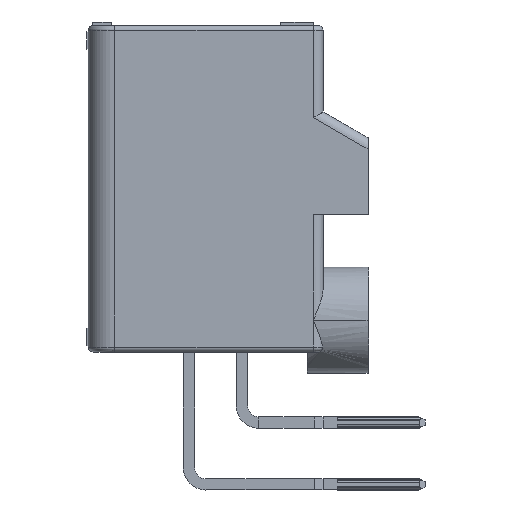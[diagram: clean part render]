
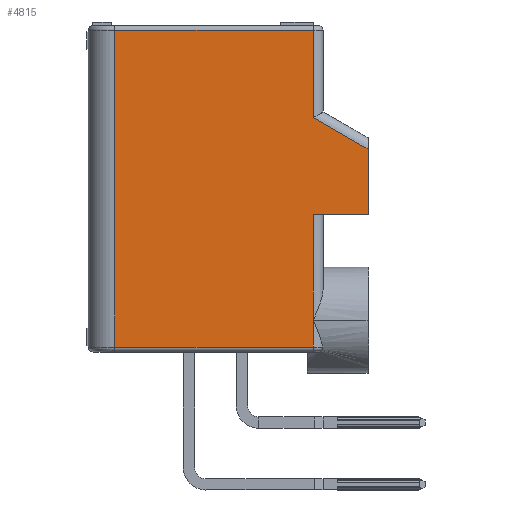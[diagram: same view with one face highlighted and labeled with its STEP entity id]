
A CAD part, left-side view. The second image highlights one B-rep face of the part: STEP entity #4815.
In plain terms, the highlighted planar face has unit normal (-1, 0, 0).
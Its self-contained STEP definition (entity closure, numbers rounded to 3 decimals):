
#55=CARTESIAN_POINT('',(-11.75,-6.1,-7.45));
#56=VERTEX_POINT('',#55);
#2325=CARTESIAN_POINT('',(-11.75,-6.1,-8.97));
#2326=VERTEX_POINT('',#2325);
#2367=CARTESIAN_POINT('',(-11.75,5.15,-8.97));
#2368=VERTEX_POINT('',#2367);
#2369=CARTESIAN_POINT('',(-11.75,-6.1,-8.97));
#2370=CARTESIAN_POINT('',(-11.75,-3.85,-8.97));
#2371=CARTESIAN_POINT('',(-11.75,-1.6,-8.97));
#2372=CARTESIAN_POINT('',(-11.75,0.65,-8.97));
#2373=CARTESIAN_POINT('',(-11.75,2.9,-8.97));
#2374=CARTESIAN_POINT('',(-11.75,5.15,-8.97));
#2375=B_SPLINE_CURVE_WITH_KNOTS('',5,(#2369,#2370,#2371,#2372,#2373,#2374),.UNSPECIFIED.,.F.,.U.,(6,6),(0.,11.25),.UNSPECIFIED.);
#2376=EDGE_CURVE('',#2326,#2368,#2375,.T.);
#4236=CARTESIAN_POINT('',(-11.75,-9.2,-1.45));
#4237=VERTEX_POINT('',#4236);
#4247=CARTESIAN_POINT('',(-11.75,-6.1,-1.45));
#4248=VERTEX_POINT('',#4247);
#4249=CARTESIAN_POINT('',(-11.75,-9.2,-1.45));
#4250=CARTESIAN_POINT('',(-11.75,-8.58,-1.45));
#4251=CARTESIAN_POINT('',(-11.75,-7.96,-1.45));
#4252=CARTESIAN_POINT('',(-11.75,-7.34,-1.45));
#4253=CARTESIAN_POINT('',(-11.75,-6.72,-1.45));
#4254=CARTESIAN_POINT('',(-11.75,-6.1,-1.45));
#4255=B_SPLINE_CURVE_WITH_KNOTS('',5,(#4249,#4250,#4251,#4252,#4253,#4254),.UNSPECIFIED.,.F.,.U.,(6,6),(0.,3.1),.UNSPECIFIED.);
#4256=EDGE_CURVE('',#4237,#4248,#4255,.T.);
#4318=CARTESIAN_POINT('',(-11.75,-6.1,-1.45));
#4319=CARTESIAN_POINT('',(-11.75,-6.1,-2.65));
#4320=CARTESIAN_POINT('',(-11.75,-6.1,-3.85));
#4321=CARTESIAN_POINT('',(-11.75,-6.1,-5.05));
#4322=CARTESIAN_POINT('',(-11.75,-6.1,-6.25));
#4323=CARTESIAN_POINT('',(-11.75,-6.1,-7.45));
#4324=B_SPLINE_CURVE_WITH_KNOTS('',5,(#4318,#4319,#4320,#4321,#4322,#4323),.UNSPECIFIED.,.F.,.U.,(6,6),(0.,6.),.UNSPECIFIED.);
#4325=EDGE_CURVE('',#4248,#56,#4324,.T.);
#4548=CARTESIAN_POINT('',(-11.75,-6.1,-7.45));
#4549=CARTESIAN_POINT('',(-11.75,-6.1,-7.754));
#4550=CARTESIAN_POINT('',(-11.75,-6.1,-8.058));
#4551=CARTESIAN_POINT('',(-11.75,-6.1,-8.362));
#4552=CARTESIAN_POINT('',(-11.75,-6.1,-8.666));
#4553=CARTESIAN_POINT('',(-11.75,-6.1,-8.97));
#4554=B_SPLINE_CURVE_WITH_KNOTS('',5,(#4548,#4549,#4550,#4551,#4552,#4553),.UNSPECIFIED.,.F.,.U.,(6,6),(0.,1.52),.UNSPECIFIED.);
#4555=EDGE_CURVE('',#56,#2326,#4554,.T.);
#4751=CARTESIAN_POINT('',(-11.75,-2.025,0.));
#4752=DIRECTION('',(0.,-1.,0.));
#4753=DIRECTION('',(-1.,0.,0.));
#4754=AXIS2_PLACEMENT_3D('',#4751,#4753,#4752);
#4755=PLANE('',#4754);
#4756=CARTESIAN_POINT('',(-11.75,-9.2,2.244));
#4757=VERTEX_POINT('',#4756);
#4758=CARTESIAN_POINT('',(-11.75,-6.1,4.032));
#4759=VERTEX_POINT('',#4758);
#4760=CARTESIAN_POINT('',(-11.75,-9.2,2.244));
#4761=CARTESIAN_POINT('',(-11.75,-8.58,2.602));
#4762=CARTESIAN_POINT('',(-11.75,-7.96,2.959));
#4763=CARTESIAN_POINT('',(-11.75,-7.34,3.317));
#4764=CARTESIAN_POINT('',(-11.75,-6.72,3.675));
#4765=CARTESIAN_POINT('',(-11.75,-6.1,4.032));
#4766=B_SPLINE_CURVE_WITH_KNOTS('',5,(#4760,#4761,#4762,#4763,#4764,#4765),.UNSPECIFIED.,.F.,.U.,(6,6),(0.,3.579),.UNSPECIFIED.);
#4767=EDGE_CURVE('',#4757,#4759,#4766,.T.);
#4768=ORIENTED_EDGE('',*,*,#4767,.T.);
#4769=CARTESIAN_POINT('',(-11.75,-6.1,8.97));
#4770=VERTEX_POINT('',#4769);
#4771=CARTESIAN_POINT('',(-11.75,-6.1,4.032));
#4772=CARTESIAN_POINT('',(-11.75,-6.1,5.02));
#4773=CARTESIAN_POINT('',(-11.75,-6.1,6.007));
#4774=CARTESIAN_POINT('',(-11.75,-6.1,6.995));
#4775=CARTESIAN_POINT('',(-11.75,-6.1,7.982));
#4776=CARTESIAN_POINT('',(-11.75,-6.1,8.97));
#4777=B_SPLINE_CURVE_WITH_KNOTS('',5,(#4771,#4772,#4773,#4774,#4775,#4776),.UNSPECIFIED.,.F.,.U.,(6,6),(0.,4.938),.UNSPECIFIED.);
#4778=EDGE_CURVE('',#4759,#4770,#4777,.T.);
#4779=ORIENTED_EDGE('',*,*,#4778,.T.);
#4780=CARTESIAN_POINT('',(-11.75,5.15,8.97));
#4781=VERTEX_POINT('',#4780);
#4782=CARTESIAN_POINT('',(-11.75,-6.1,8.97));
#4783=CARTESIAN_POINT('',(-11.75,-3.85,8.97));
#4784=CARTESIAN_POINT('',(-11.75,-1.6,8.97));
#4785=CARTESIAN_POINT('',(-11.75,0.65,8.97));
#4786=CARTESIAN_POINT('',(-11.75,2.9,8.97));
#4787=CARTESIAN_POINT('',(-11.75,5.15,8.97));
#4788=B_SPLINE_CURVE_WITH_KNOTS('',5,(#4782,#4783,#4784,#4785,#4786,#4787),.UNSPECIFIED.,.F.,.U.,(6,6),(0.,11.25),.UNSPECIFIED.);
#4789=EDGE_CURVE('',#4770,#4781,#4788,.T.);
#4790=ORIENTED_EDGE('',*,*,#4789,.T.);
#4791=CARTESIAN_POINT('',(-11.75,5.15,8.97));
#4792=CARTESIAN_POINT('',(-11.75,5.15,5.382));
#4793=CARTESIAN_POINT('',(-11.75,5.15,1.794));
#4794=CARTESIAN_POINT('',(-11.75,5.15,-1.794));
#4795=CARTESIAN_POINT('',(-11.75,5.15,-5.382));
#4796=CARTESIAN_POINT('',(-11.75,5.15,-8.97));
#4797=B_SPLINE_CURVE_WITH_KNOTS('',5,(#4791,#4792,#4793,#4794,#4795,#4796),.UNSPECIFIED.,.F.,.U.,(6,6),(0.,17.94),.UNSPECIFIED.);
#4798=EDGE_CURVE('',#4781,#2368,#4797,.T.);
#4799=ORIENTED_EDGE('',*,*,#4798,.T.);
#4800=ORIENTED_EDGE('',*,*,#2376,.F.);
#4801=ORIENTED_EDGE('',*,*,#4555,.F.);
#4802=ORIENTED_EDGE('',*,*,#4325,.F.);
#4803=ORIENTED_EDGE('',*,*,#4256,.F.);
#4804=CARTESIAN_POINT('',(-11.75,-9.2,-1.45));
#4805=CARTESIAN_POINT('',(-11.75,-9.2,-0.711));
#4806=CARTESIAN_POINT('',(-11.75,-9.2,0.028));
#4807=CARTESIAN_POINT('',(-11.75,-9.2,0.766));
#4808=CARTESIAN_POINT('',(-11.75,-9.2,1.505));
#4809=CARTESIAN_POINT('',(-11.75,-9.2,2.244));
#4810=B_SPLINE_CURVE_WITH_KNOTS('',5,(#4804,#4805,#4806,#4807,#4808,#4809),.UNSPECIFIED.,.F.,.U.,(6,6),(0.,3.694),.UNSPECIFIED.);
#4811=EDGE_CURVE('',#4237,#4757,#4810,.T.);
#4812=ORIENTED_EDGE('',*,*,#4811,.T.);
#4813=EDGE_LOOP('',(#4768,#4779,#4790,#4799,#4800,#4801,#4802,#4803,#4812));
#4814=FACE_OUTER_BOUND('',#4813,.T.);
#4815=ADVANCED_FACE('',(#4814),#4755,.T.);
